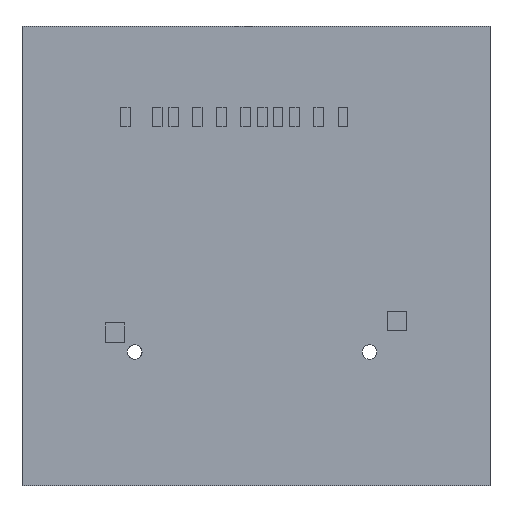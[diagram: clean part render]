
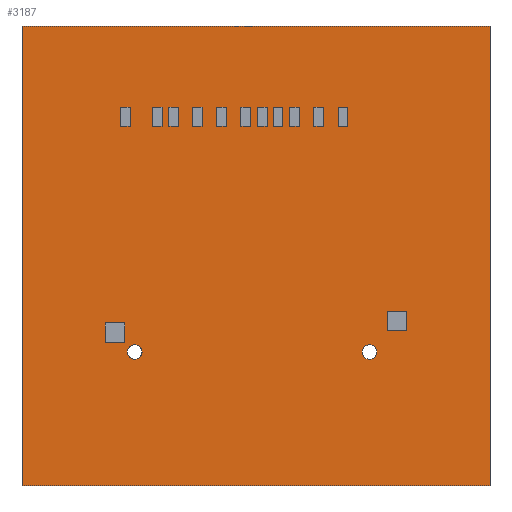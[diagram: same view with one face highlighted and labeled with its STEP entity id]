
A CAD part, top view. The second image highlights one B-rep face of the part: STEP entity #3187.
In plain terms, the highlighted planar face has unit normal (0, 0, 1).
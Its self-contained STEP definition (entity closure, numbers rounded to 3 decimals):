
#3123 = VERTEX_POINT('',#3124);
#3124 = CARTESIAN_POINT('',(-24.113,-37.413,-0.01));
#3139 = VERTEX_POINT('',#3140);
#3140 = CARTESIAN_POINT('',(-24.113,9.913,-0.01));
#3146 = EDGE_CURVE('',#3123,#3139,#3147,.T.);
#3147 = LINE('',#3148,#3149);
#3148 = CARTESIAN_POINT('',(-24.113,-37.413,-0.01));
#3149 = VECTOR('',#3150,1.);
#3150 = DIRECTION('',(-0.,1.,0.));
#3169 = EDGE_CURVE('',#3123,#3170,#3172,.T.);
#3170 = VERTEX_POINT('',#3171);
#3171 = CARTESIAN_POINT('',(24.113,-37.413,-0.01));
#3172 = LINE('',#3173,#3174);
#3173 = CARTESIAN_POINT('',(-24.113,-37.413,-0.01));
#3174 = VECTOR('',#3175,1.);
#3175 = DIRECTION('',(1.,0.,-0.));
#3187 = ADVANCED_FACE('',(#3188,#3206,#3226),#3246,.T.);
#3188 = FACE_BOUND('',#3189,.T.);
#3189 = EDGE_LOOP('',(#3190,#3191,#3192,#3200));
#3190 = ORIENTED_EDGE('',*,*,#3146,.F.);
#3191 = ORIENTED_EDGE('',*,*,#3169,.T.);
#3192 = ORIENTED_EDGE('',*,*,#3193,.T.);
#3193 = EDGE_CURVE('',#3170,#3194,#3196,.T.);
#3194 = VERTEX_POINT('',#3195);
#3195 = CARTESIAN_POINT('',(24.113,9.913,-0.01));
#3196 = LINE('',#3197,#3198);
#3197 = CARTESIAN_POINT('',(24.113,-37.413,-0.01));
#3198 = VECTOR('',#3199,1.);
#3199 = DIRECTION('',(-0.,1.,0.));
#3200 = ORIENTED_EDGE('',*,*,#3201,.F.);
#3201 = EDGE_CURVE('',#3139,#3194,#3202,.T.);
#3202 = LINE('',#3203,#3204);
#3203 = CARTESIAN_POINT('',(-24.113,9.913,-0.01));
#3204 = VECTOR('',#3205,1.);
#3205 = DIRECTION('',(1.,0.,-0.));
#3206 = FACE_BOUND('',#3207,.T.);
#3207 = EDGE_LOOP('',(#3208,#3219));
#3208 = ORIENTED_EDGE('',*,*,#3209,.T.);
#3209 = EDGE_CURVE('',#3210,#3212,#3214,.T.);
#3210 = VERTEX_POINT('',#3211);
#3211 = CARTESIAN_POINT('',(-12.5,-22.9,-0.01));
#3212 = VERTEX_POINT('',#3213);
#3213 = CARTESIAN_POINT('',(-12.5,-24.4,-0.01));
#3214 = CIRCLE('',#3215,0.75);
#3215 = AXIS2_PLACEMENT_3D('',#3216,#3217,#3218);
#3216 = CARTESIAN_POINT('',(-12.5,-23.65,-0.01));
#3217 = DIRECTION('',(0.,0.,-1.));
#3218 = DIRECTION('',(-1.,0.,0.));
#3219 = ORIENTED_EDGE('',*,*,#3220,.T.);
#3220 = EDGE_CURVE('',#3212,#3210,#3221,.T.);
#3221 = CIRCLE('',#3222,0.75);
#3222 = AXIS2_PLACEMENT_3D('',#3223,#3224,#3225);
#3223 = CARTESIAN_POINT('',(-12.5,-23.65,-0.01));
#3224 = DIRECTION('',(0.,0.,-1.));
#3225 = DIRECTION('',(-1.,0.,0.));
#3226 = FACE_BOUND('',#3227,.T.);
#3227 = EDGE_LOOP('',(#3228,#3239));
#3228 = ORIENTED_EDGE('',*,*,#3229,.T.);
#3229 = EDGE_CURVE('',#3230,#3232,#3234,.T.);
#3230 = VERTEX_POINT('',#3231);
#3231 = CARTESIAN_POINT('',(11.7,-22.9,-0.01));
#3232 = VERTEX_POINT('',#3233);
#3233 = CARTESIAN_POINT('',(11.7,-24.4,-0.01));
#3234 = CIRCLE('',#3235,0.75);
#3235 = AXIS2_PLACEMENT_3D('',#3236,#3237,#3238);
#3236 = CARTESIAN_POINT('',(11.7,-23.65,-0.01));
#3237 = DIRECTION('',(0.,0.,-1.));
#3238 = DIRECTION('',(-1.,0.,0.));
#3239 = ORIENTED_EDGE('',*,*,#3240,.T.);
#3240 = EDGE_CURVE('',#3232,#3230,#3241,.T.);
#3241 = CIRCLE('',#3242,0.75);
#3242 = AXIS2_PLACEMENT_3D('',#3243,#3244,#3245);
#3243 = CARTESIAN_POINT('',(11.7,-23.65,-0.01));
#3244 = DIRECTION('',(0.,0.,-1.));
#3245 = DIRECTION('',(-1.,0.,0.));
#3246 = PLANE('',#3247);
#3247 = AXIS2_PLACEMENT_3D('',#3248,#3249,#3250);
#3248 = CARTESIAN_POINT('',(-24.113,-37.413,-0.01));
#3249 = DIRECTION('',(0.,0.,1.));
#3250 = DIRECTION('',(1.,0.,-0.));
